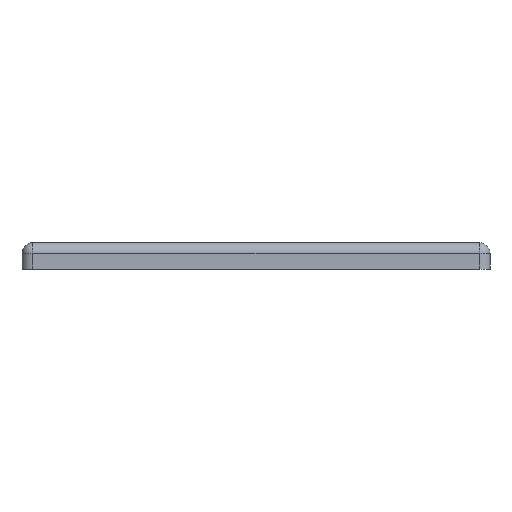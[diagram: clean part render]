
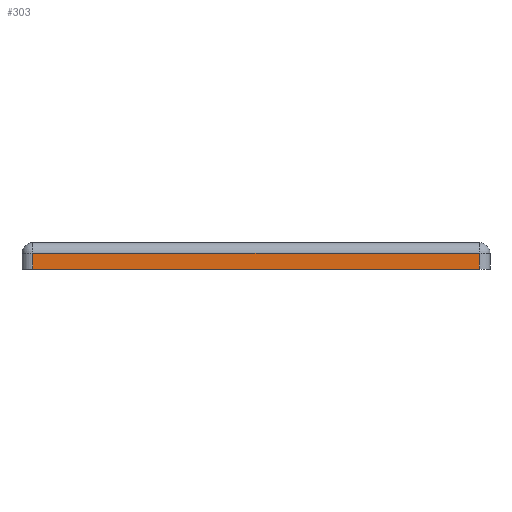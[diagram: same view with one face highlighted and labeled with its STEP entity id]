
A CAD part, front view. The second image highlights one B-rep face of the part: STEP entity #303.
In plain terms, the highlighted planar face has unit normal (0, -1, 0).
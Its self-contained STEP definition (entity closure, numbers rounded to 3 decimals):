
#128 = PLANE('',#129);
#129 = AXIS2_PLACEMENT_3D('',#130,#131,#132);
#130 = CARTESIAN_POINT('',(-42.25,-16.625,0.));
#131 = DIRECTION('',(0.,0.,1.));
#132 = DIRECTION('',(1.,0.,-0.));
#161 = CYLINDRICAL_SURFACE('',#162,2.);
#162 = AXIS2_PLACEMENT_3D('',#163,#164,#165);
#163 = CARTESIAN_POINT('',(-42.25,-42.25,5.));
#164 = DIRECTION('',(0.,0.,-1.));
#165 = DIRECTION('',(-1.,0.,0.));
#224 = EDGE_CURVE('',#225,#227,#229,.T.);
#225 = VERTEX_POINT('',#226);
#226 = CARTESIAN_POINT('',(-42.25,-44.25,3.));
#227 = VERTEX_POINT('',#228);
#228 = CARTESIAN_POINT('',(-42.25,-44.25,0.));
#229 = SURFACE_CURVE('',#230,(#234,#241),.PCURVE_S1.);
#230 = LINE('',#231,#232);
#231 = CARTESIAN_POINT('',(-42.25,-44.25,5.));
#232 = VECTOR('',#233,1.);
#233 = DIRECTION('',(0.,0.,-1.));
#234 = PCURVE('',#161,#235);
#235 = DEFINITIONAL_REPRESENTATION('',(#236),#240);
#236 = LINE('',#237,#238);
#237 = CARTESIAN_POINT('',(4.712,0.));
#238 = VECTOR('',#239,1.);
#239 = DIRECTION('',(0.,1.));
#240 = ( GEOMETRIC_REPRESENTATION_CONTEXT(2) 
PARAMETRIC_REPRESENTATION_CONTEXT() REPRESENTATION_CONTEXT('2D SPACE',''
  ) );
#241 = PCURVE('',#242,#247);
#242 = PLANE('',#243);
#243 = AXIS2_PLACEMENT_3D('',#244,#245,#246);
#244 = CARTESIAN_POINT('',(-42.25,-44.25,5.));
#245 = DIRECTION('',(0.,1.,0.));
#246 = DIRECTION('',(0.,-0.,1.));
#247 = DEFINITIONAL_REPRESENTATION('',(#248),#252);
#248 = LINE('',#249,#250);
#249 = CARTESIAN_POINT('',(0.,0.));
#250 = VECTOR('',#251,1.);
#251 = DIRECTION('',(-1.,0.));
#252 = ( GEOMETRIC_REPRESENTATION_CONTEXT(2) 
PARAMETRIC_REPRESENTATION_CONTEXT() REPRESENTATION_CONTEXT('2D SPACE',''
  ) );
#303 = ADVANCED_FACE('',(#304),#242,.F.);
#304 = FACE_BOUND('',#305,.T.);
#305 = EDGE_LOOP('',(#306,#336,#362,#363));
#306 = ORIENTED_EDGE('',*,*,#307,.F.);
#307 = EDGE_CURVE('',#308,#310,#312,.T.);
#308 = VERTEX_POINT('',#309);
#309 = CARTESIAN_POINT('',(42.25,-44.25,3.));
#310 = VERTEX_POINT('',#311);
#311 = CARTESIAN_POINT('',(42.25,-44.25,0.));
#312 = SURFACE_CURVE('',#313,(#317,#324),.PCURVE_S1.);
#313 = LINE('',#314,#315);
#314 = CARTESIAN_POINT('',(42.25,-44.25,5.));
#315 = VECTOR('',#316,1.);
#316 = DIRECTION('',(0.,0.,-1.));
#317 = PCURVE('',#242,#318);
#318 = DEFINITIONAL_REPRESENTATION('',(#319),#323);
#319 = LINE('',#320,#321);
#320 = CARTESIAN_POINT('',(0.,84.5));
#321 = VECTOR('',#322,1.);
#322 = DIRECTION('',(-1.,0.));
#323 = ( GEOMETRIC_REPRESENTATION_CONTEXT(2) 
PARAMETRIC_REPRESENTATION_CONTEXT() REPRESENTATION_CONTEXT('2D SPACE',''
  ) );
#324 = PCURVE('',#325,#330);
#325 = CYLINDRICAL_SURFACE('',#326,2.);
#326 = AXIS2_PLACEMENT_3D('',#327,#328,#329);
#327 = CARTESIAN_POINT('',(42.25,-42.25,5.));
#328 = DIRECTION('',(0.,0.,-1.));
#329 = DIRECTION('',(-1.,0.,0.));
#330 = DEFINITIONAL_REPRESENTATION('',(#331),#335);
#331 = LINE('',#332,#333);
#332 = CARTESIAN_POINT('',(4.712,0.));
#333 = VECTOR('',#334,1.);
#334 = DIRECTION('',(0.,1.));
#335 = ( GEOMETRIC_REPRESENTATION_CONTEXT(2) 
PARAMETRIC_REPRESENTATION_CONTEXT() REPRESENTATION_CONTEXT('2D SPACE',''
  ) );
#336 = ORIENTED_EDGE('',*,*,#337,.F.);
#337 = EDGE_CURVE('',#225,#308,#338,.T.);
#338 = SURFACE_CURVE('',#339,(#343,#350),.PCURVE_S1.);
#339 = LINE('',#340,#341);
#340 = CARTESIAN_POINT('',(-42.25,-44.25,3.));
#341 = VECTOR('',#342,1.);
#342 = DIRECTION('',(1.,0.,0.));
#343 = PCURVE('',#242,#344);
#344 = DEFINITIONAL_REPRESENTATION('',(#345),#349);
#345 = LINE('',#346,#347);
#346 = CARTESIAN_POINT('',(-2.,0.));
#347 = VECTOR('',#348,1.);
#348 = DIRECTION('',(0.,1.));
#349 = ( GEOMETRIC_REPRESENTATION_CONTEXT(2) 
PARAMETRIC_REPRESENTATION_CONTEXT() REPRESENTATION_CONTEXT('2D SPACE',''
  ) );
#350 = PCURVE('',#351,#356);
#351 = CYLINDRICAL_SURFACE('',#352,2.);
#352 = AXIS2_PLACEMENT_3D('',#353,#354,#355);
#353 = CARTESIAN_POINT('',(-42.25,-42.25,3.));
#354 = DIRECTION('',(-1.,0.,0.));
#355 = DIRECTION('',(0.,0.,1.));
#356 = DEFINITIONAL_REPRESENTATION('',(#357),#361);
#357 = LINE('',#358,#359);
#358 = CARTESIAN_POINT('',(4.712,0.));
#359 = VECTOR('',#360,1.);
#360 = DIRECTION('',(0.,-1.));
#361 = ( GEOMETRIC_REPRESENTATION_CONTEXT(2) 
PARAMETRIC_REPRESENTATION_CONTEXT() REPRESENTATION_CONTEXT('2D SPACE',''
  ) );
#362 = ORIENTED_EDGE('',*,*,#224,.T.);
#363 = ORIENTED_EDGE('',*,*,#364,.T.);
#364 = EDGE_CURVE('',#227,#310,#365,.T.);
#365 = SURFACE_CURVE('',#366,(#370,#377),.PCURVE_S1.);
#366 = LINE('',#367,#368);
#367 = CARTESIAN_POINT('',(-42.25,-44.25,0.));
#368 = VECTOR('',#369,1.);
#369 = DIRECTION('',(1.,0.,0.));
#370 = PCURVE('',#242,#371);
#371 = DEFINITIONAL_REPRESENTATION('',(#372),#376);
#372 = LINE('',#373,#374);
#373 = CARTESIAN_POINT('',(-5.,0.));
#374 = VECTOR('',#375,1.);
#375 = DIRECTION('',(0.,1.));
#376 = ( GEOMETRIC_REPRESENTATION_CONTEXT(2) 
PARAMETRIC_REPRESENTATION_CONTEXT() REPRESENTATION_CONTEXT('2D SPACE',''
  ) );
#377 = PCURVE('',#128,#378);
#378 = DEFINITIONAL_REPRESENTATION('',(#379),#383);
#379 = LINE('',#380,#381);
#380 = CARTESIAN_POINT('',(0.,-27.625));
#381 = VECTOR('',#382,1.);
#382 = DIRECTION('',(1.,0.));
#383 = ( GEOMETRIC_REPRESENTATION_CONTEXT(2) 
PARAMETRIC_REPRESENTATION_CONTEXT() REPRESENTATION_CONTEXT('2D SPACE',''
  ) );
